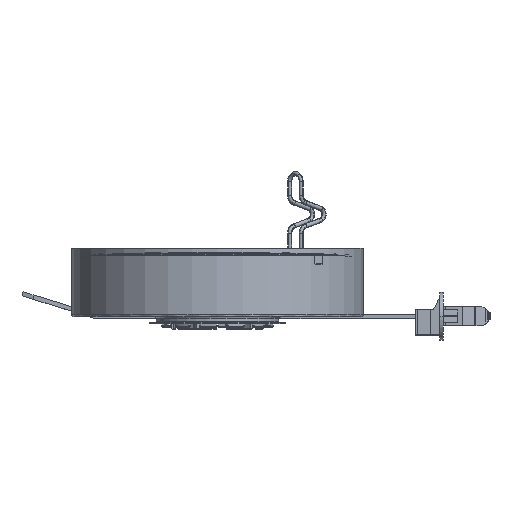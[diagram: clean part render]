
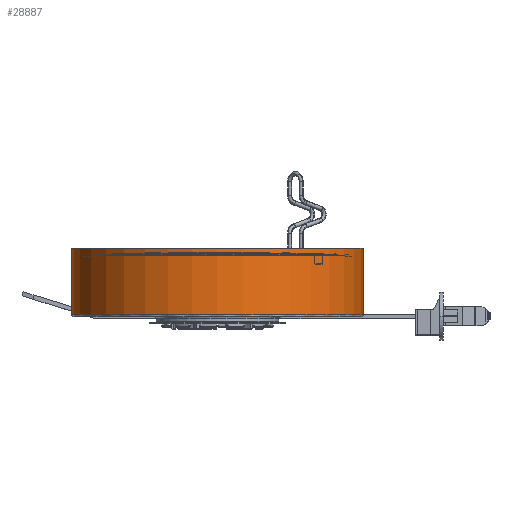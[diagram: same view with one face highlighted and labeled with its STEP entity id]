
A CAD part, top view. The second image highlights one B-rep face of the part: STEP entity #28887.
In plain terms, the highlighted cylindrical face has radius 40.64 mm (diameter 81.28 mm), a partial arc.
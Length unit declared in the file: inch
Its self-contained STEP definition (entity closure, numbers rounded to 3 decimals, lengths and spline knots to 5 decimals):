
#3172=CARTESIAN_POINT('',(0.,0.02,0.));
#3173=DIRECTION('',(0.,1.,0.));
#3174=DIRECTION('',(-1.,0.,0.));
#3175=AXIS2_PLACEMENT_3D('',#3172,#3173,#3174);
#3359=DIRECTION('',(0.,1.,0.));
#3360=VECTOR('',#3359,0.729);
#3361=CARTESIAN_POINT('',(1.6,0.02,0.));
#3362=LINE('',#3361,#3360);
#3363=DIRECTION('',(0.,1.,0.));
#3364=VECTOR('',#3363,0.729);
#3365=CARTESIAN_POINT('',(-1.6,0.02,0.));
#3366=LINE('',#3365,#3364);
#3385=CARTESIAN_POINT('',(0.,0.749,0.));
#3386=DIRECTION('',(0.,-1.,0.));
#3387=DIRECTION('',(1.,0.,0.));
#3388=AXIS2_PLACEMENT_3D('',#3385,#3386,#3387);
#21238=CARTESIAN_POINT('',(1.6,0.749,0.));
#21239=CARTESIAN_POINT('',(-1.6,0.749,0.));
#21240=VERTEX_POINT('',#21238);
#21241=VERTEX_POINT('',#21239);
#21279=CARTESIAN_POINT('',(-1.6,0.02,0.));
#21281=VERTEX_POINT('',#21279);
#21282=CARTESIAN_POINT('',(1.6,0.02,0.));
#21283=VERTEX_POINT('',#21282);
#28875=CARTESIAN_POINT('',(0.,0.78945,0.));
#28876=DIRECTION('',(0.,-1.,0.));
#28877=DIRECTION('',(-1.,0.,0.));
#28878=AXIS2_PLACEMENT_3D('',#28875,#28876,#28877);
#28879=CYLINDRICAL_SURFACE('',#28878,1.6);
#28880=ORIENTED_EDGE('',*,*,#28569,.F.);
#28881=ORIENTED_EDGE('',*,*,#28858,.T.);
#28883=ORIENTED_EDGE('',*,*,#28882,.F.);
#28884=ORIENTED_EDGE('',*,*,#28854,.F.);
#28885=EDGE_LOOP('',(#28880,#28881,#28883,#28884));
#28886=FACE_OUTER_BOUND('',#28885,.F.);
#28887=ADVANCED_FACE('',(#28886),#28879,.T.);
#3176=CIRCLE('',#3175,1.6);
#3389=CIRCLE('',#3388,1.6);
#28569=EDGE_CURVE('',#21281,#21283,#3176,.T.);
#28854=EDGE_CURVE('',#21283,#21240,#3362,.T.);
#28858=EDGE_CURVE('',#21281,#21241,#3366,.T.);
#28882=EDGE_CURVE('',#21240,#21241,#3389,.T.);
